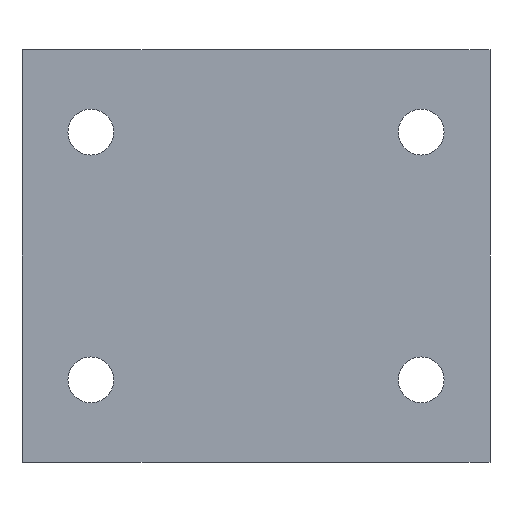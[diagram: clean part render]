
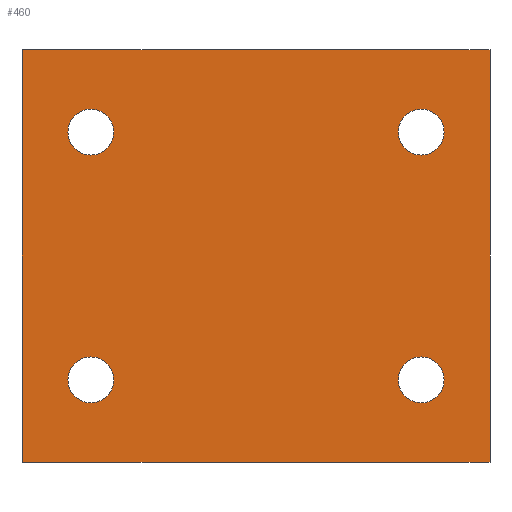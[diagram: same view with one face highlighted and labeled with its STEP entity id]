
A CAD part, front view. The second image highlights one B-rep face of the part: STEP entity #460.
In plain terms, the highlighted planar face has unit normal (0, -1, 0).
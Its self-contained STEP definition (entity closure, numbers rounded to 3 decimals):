
#20=FACE_BOUND('',#97,.T.);
#21=FACE_BOUND('',#98,.T.);
#22=FACE_BOUND('',#99,.T.);
#23=FACE_BOUND('',#100,.T.);
#36=PLANE('',#515);
#65=FACE_OUTER_BOUND('',#96,.T.);
#96=EDGE_LOOP('',(#388,#389,#390,#391));
#97=EDGE_LOOP('',(#392));
#98=EDGE_LOOP('',(#393));
#99=EDGE_LOOP('',(#394));
#100=EDGE_LOOP('',(#395));
#124=LINE('',#716,#168);
#141=LINE('',#749,#185);
#142=LINE('',#752,#186);
#143=LINE('',#753,#187);
#168=VECTOR('',#592,10.);
#185=VECTOR('',#621,10.);
#186=VECTOR('',#624,10.);
#187=VECTOR('',#625,10.);
#199=CIRCLE('',#483,1.666);
#201=CIRCLE('',#486,1.666);
#203=CIRCLE('',#489,1.666);
#205=CIRCLE('',#492,1.666);
#215=VERTEX_POINT('',#653);
#217=VERTEX_POINT('',#659);
#219=VERTEX_POINT('',#665);
#221=VERTEX_POINT('',#671);
#237=VERTEX_POINT('',#713);
#238=VERTEX_POINT('',#715);
#248=VERTEX_POINT('',#747);
#249=VERTEX_POINT('',#751);
#255=EDGE_CURVE('',#215,#215,#199,.T.);
#258=EDGE_CURVE('',#217,#217,#201,.T.);
#261=EDGE_CURVE('',#219,#219,#203,.T.);
#264=EDGE_CURVE('',#221,#221,#205,.T.);
#284=EDGE_CURVE('',#237,#238,#124,.T.);
#301=EDGE_CURVE('',#237,#248,#141,.T.);
#302=EDGE_CURVE('',#249,#248,#142,.T.);
#303=EDGE_CURVE('',#238,#249,#143,.T.);
#388=ORIENTED_EDGE('',*,*,#301,.T.);
#389=ORIENTED_EDGE('',*,*,#302,.F.);
#390=ORIENTED_EDGE('',*,*,#303,.F.);
#391=ORIENTED_EDGE('',*,*,#284,.F.);
#392=ORIENTED_EDGE('',*,*,#255,.T.);
#393=ORIENTED_EDGE('',*,*,#258,.T.);
#394=ORIENTED_EDGE('',*,*,#261,.T.);
#395=ORIENTED_EDGE('',*,*,#264,.T.);
#460=ADVANCED_FACE('',(#65,#20,#21,#22,#23),#36,.T.);
#483=AXIS2_PLACEMENT_3D('',#654,#527,#528);
#486=AXIS2_PLACEMENT_3D('',#660,#534,#535);
#489=AXIS2_PLACEMENT_3D('',#666,#541,#542);
#492=AXIS2_PLACEMENT_3D('',#672,#548,#549);
#515=AXIS2_PLACEMENT_3D('',#750,#622,#623);
#527=DIRECTION('center_axis',(0.,1.,0.));
#528=DIRECTION('ref_axis',(0.,0.,-1.));
#534=DIRECTION('center_axis',(0.,1.,0.));
#535=DIRECTION('ref_axis',(0.,0.,-1.));
#541=DIRECTION('center_axis',(0.,1.,0.));
#542=DIRECTION('ref_axis',(0.,0.,-1.));
#548=DIRECTION('center_axis',(0.,1.,0.));
#549=DIRECTION('ref_axis',(0.,0.,-1.));
#592=DIRECTION('',(-1.,0.,0.));
#621=DIRECTION('',(0.,0.,1.));
#622=DIRECTION('center_axis',(0.,-1.,0.));
#623=DIRECTION('ref_axis',(1.,0.,0.));
#624=DIRECTION('',(1.,0.,0.));
#625=DIRECTION('',(0.,0.,1.));
#653=CARTESIAN_POINT('',(-12.,-11.,10.666));
#654=CARTESIAN_POINT('Origin',(-12.,-11.,9.));
#659=CARTESIAN_POINT('',(12.,-11.,-7.334));
#660=CARTESIAN_POINT('Origin',(12.,-11.,-9.));
#665=CARTESIAN_POINT('',(-12.,-11.,-7.334));
#666=CARTESIAN_POINT('Origin',(-12.,-11.,-9.));
#671=CARTESIAN_POINT('',(12.,-11.,10.666));
#672=CARTESIAN_POINT('Origin',(12.,-11.,9.));
#713=CARTESIAN_POINT('',(17.,-11.,-15.));
#715=CARTESIAN_POINT('',(-17.,-11.,-15.));
#716=CARTESIAN_POINT('',(0.,-11.,-15.));
#747=CARTESIAN_POINT('',(17.,-11.,15.));
#749=CARTESIAN_POINT('',(17.,-11.,0.));
#750=CARTESIAN_POINT('Origin',(-17.,-11.,0.));
#751=CARTESIAN_POINT('',(-17.,-11.,15.));
#752=CARTESIAN_POINT('',(0.,-11.,15.));
#753=CARTESIAN_POINT('',(-17.,-11.,0.));
